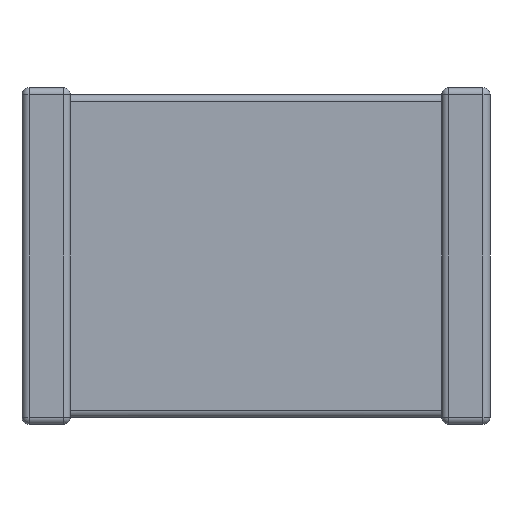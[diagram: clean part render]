
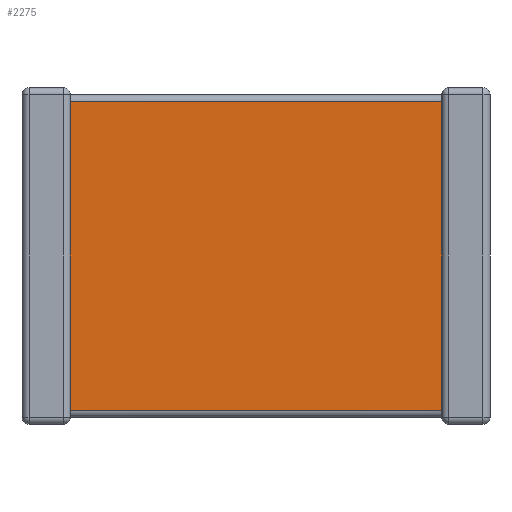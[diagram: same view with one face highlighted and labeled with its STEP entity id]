
A CAD part, front view. The second image highlights one B-rep face of the part: STEP entity #2275.
In plain terms, the highlighted planar face has unit normal (0, -1, 0).
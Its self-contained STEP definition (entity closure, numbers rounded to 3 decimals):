
#74 = CARTESIAN_POINT ( 'NONE',  ( 0.51, 0.074, -0.148 ) ) ;
#92 = DIRECTION ( 'NONE',  ( 1., 0., 0. ) ) ;
#184 = CARTESIAN_POINT ( 'NONE',  ( 4.44, 0.074, -0.148 ) ) ;
#381 = CARTESIAN_POINT ( 'NONE',  ( 0.51, 0.074, -0.148 ) ) ;
#408 = LINE ( 'NONE', #4208, #3295 ) ;
#413 = VERTEX_POINT ( 'NONE', #2155 ) ;
#488 = EDGE_CURVE ( 'NONE', #604, #1444, #2163, .T. ) ;
#600 = LINE ( 'NONE', #1369, #4215 ) ;
#604 = VERTEX_POINT ( 'NONE', #1996 ) ;
#1072 = PLANE ( 'NONE',  #1854 ) ;
#1369 = CARTESIAN_POINT ( 'NONE',  ( 4.44, 0.074, -3.412 ) ) ;
#1389 = DIRECTION ( 'NONE',  ( 0., 0., -1. ) ) ;
#1444 = VERTEX_POINT ( 'NONE', #381 ) ;
#1513 = CARTESIAN_POINT ( 'NONE',  ( 0.51, 0.074, -3.56 ) ) ;
#1696 = LINE ( 'NONE', #74, #4272 ) ;
#1718 = VECTOR ( 'NONE', #2213, 1000. ) ;
#1854 = AXIS2_PLACEMENT_3D ( 'NONE', #2123, #2086, #1389 ) ;
#1923 = ORIENTED_EDGE ( 'NONE', *, *, #2927, .T. ) ;
#1996 = CARTESIAN_POINT ( 'NONE',  ( 0.51, 0.074, -3.412 ) ) ;
#2086 = DIRECTION ( 'NONE',  ( 0., -1., 0. ) ) ;
#2123 = CARTESIAN_POINT ( 'NONE',  ( 0.51, 0.074, -3.56 ) ) ;
#2155 = CARTESIAN_POINT ( 'NONE',  ( 4.44, 0.074, -3.412 ) ) ;
#2163 = LINE ( 'NONE', #1513, #1718 ) ;
#2213 = DIRECTION ( 'NONE',  ( 0., 0., 1. ) ) ;
#2275 = ADVANCED_FACE ( 'NONE', ( #2478 ), #1072, .T. ) ;
#2292 = EDGE_CURVE ( 'NONE', #413, #4419, #408, .T. ) ;
#2409 = DIRECTION ( 'NONE',  ( 0., 0., 1. ) ) ;
#2478 = FACE_OUTER_BOUND ( 'NONE', #3622, .T. ) ;
#2548 = DIRECTION ( 'NONE',  ( -1., 0., 0. ) ) ;
#2927 = EDGE_CURVE ( 'NONE', #4419, #1444, #1696, .T. ) ;
#3003 = ORIENTED_EDGE ( 'NONE', *, *, #3348, .T. ) ;
#3028 = ORIENTED_EDGE ( 'NONE', *, *, #488, .F. ) ;
#3295 = VECTOR ( 'NONE', #2409, 1000. ) ;
#3348 = EDGE_CURVE ( 'NONE', #604, #413, #600, .T. ) ;
#3622 = EDGE_LOOP ( 'NONE', ( #3028, #3003, #4176, #1923 ) ) ;
#4176 = ORIENTED_EDGE ( 'NONE', *, *, #2292, .T. ) ;
#4208 = CARTESIAN_POINT ( 'NONE',  ( 4.44, 0.074, -3.56 ) ) ;
#4215 = VECTOR ( 'NONE', #92, 1000. ) ;
#4272 = VECTOR ( 'NONE', #2548, 1000. ) ;
#4419 = VERTEX_POINT ( 'NONE', #184 ) ;
